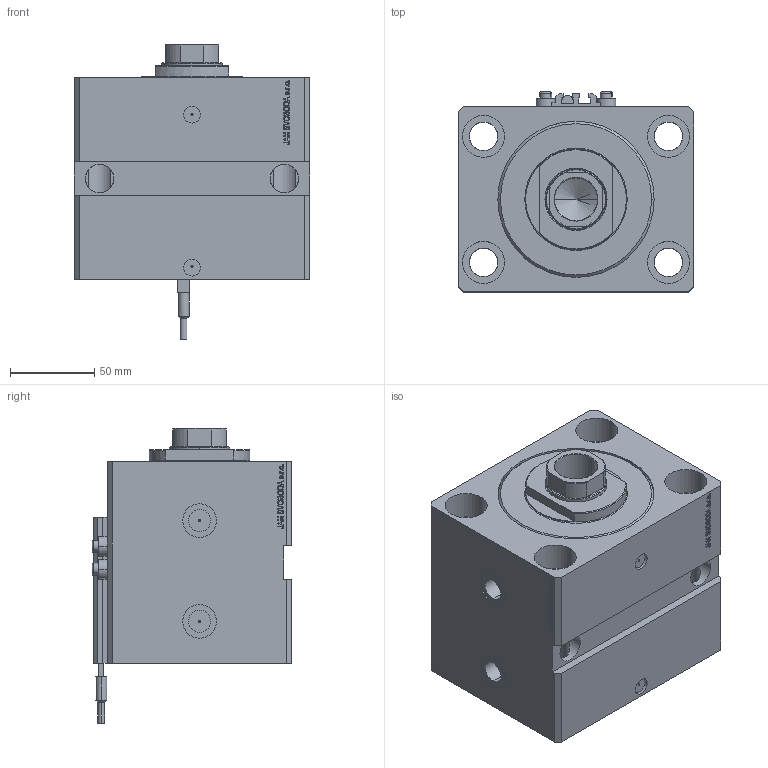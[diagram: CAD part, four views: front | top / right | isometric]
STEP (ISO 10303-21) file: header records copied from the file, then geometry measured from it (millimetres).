
FILE_DESCRIPTION (( 'STEP AP203' ), '1' );
FILE_NAME ('e625.STEP', '2021-04-19T10:06:23', ( '' ), ( '' ), 'SwSTEP 2.0', 'SolidWorks 2019', '' );
FILE_SCHEMA (( 'CONFIG_CONTROL_DESIGN' ));
Length unit declared in the file: millimetre
Products named in the file (6): e625; V250CE_C_VCP d71170816237c7fcd3ccbabb58a5d143; SWITCH_V250CE d71170816237c7fcd3ccbabb58a5d143; V250CE_VC_E d71170816237c7fcd3ccbabb58a5d143; V250CE_E d71170816237c7fcd3ccbabb58a5d143; ALLEN BOLT V250CE d71170816237c7fcd3ccbabb58a5d143
Assembly tree (8 placements, depth 2):
  e625
    V250CE_E d71170816237c7fcd3ccbabb58a5d143
    ALLEN BOLT V250CE d71170816237c7fcd3ccbabb58a5d143  x4
    V250CE_C_VCP d71170816237c7fcd3ccbabb58a5d143
    V250CE_VC_E d71170816237c7fcd3ccbabb58a5d143
    SWITCH_V250CE d71170816237c7fcd3ccbabb58a5d143
Bounding box: 140 x 119 x 176 mm (x, y, z)
Volume: 1592715.8 mm3; surface area: 222619.2 mm2
Topology: 9 solids, 9 shells, 1138 faces, 2840 edges, 1842 vertices
Faces by surface type: plane 564, bspline 368, cylinder 132, cone 58, torus 16
Entity records: 49585 total; most frequent: CARTESIAN_POINT 25718, ORIENTED_EDGE 5370, DIRECTION 3563, EDGE_CURVE 2685, VERTEX_POINT 1758, VECTOR 1645, LINE 1645, EDGE_LOOP 1199
